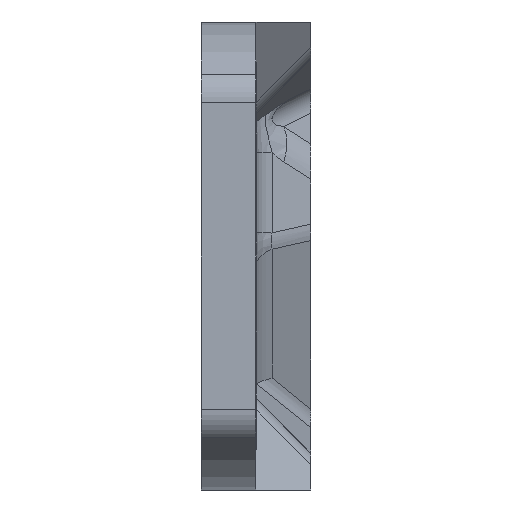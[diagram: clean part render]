
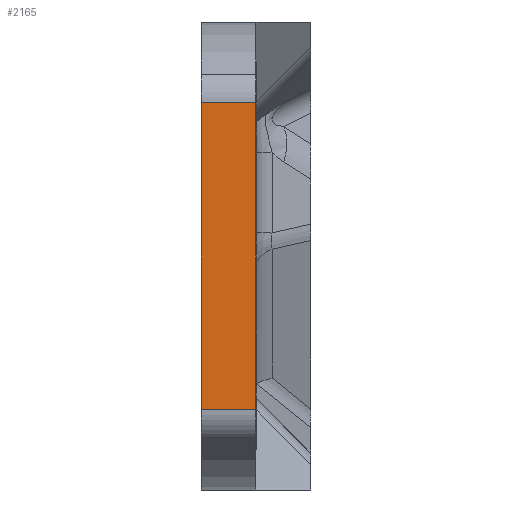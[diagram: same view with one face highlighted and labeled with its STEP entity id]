
A CAD part, left-side view. The second image highlights one B-rep face of the part: STEP entity #2165.
In plain terms, the highlighted planar face has unit normal (-1, 0, 0).
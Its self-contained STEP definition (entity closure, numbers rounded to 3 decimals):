
#86=PLANE('',#2358);
#195=LINE('',#3451,#404);
#230=LINE('',#3555,#439);
#232=LINE('',#3561,#441);
#233=LINE('',#3562,#442);
#404=VECTOR('',#2651,10.);
#439=VECTOR('',#2748,10.);
#441=VECTOR('',#2754,10.);
#442=VECTOR('',#2755,10.);
#641=FACE_OUTER_BOUND('',#769,.T.);
#769=EDGE_LOOP('',(#1702,#1703,#1704,#1705));
#1042=VERTEX_POINT('',#3448);
#1043=VERTEX_POINT('',#3450);
#1081=VERTEX_POINT('',#3554);
#1083=VERTEX_POINT('',#3560);
#1259=EDGE_CURVE('',#1042,#1043,#195,.T.);
#1312=EDGE_CURVE('',#1043,#1081,#230,.T.);
#1315=EDGE_CURVE('',#1083,#1042,#232,.T.);
#1316=EDGE_CURVE('',#1081,#1083,#233,.T.);
#1702=ORIENTED_EDGE('',*,*,#1312,.F.);
#1703=ORIENTED_EDGE('',*,*,#1259,.F.);
#1704=ORIENTED_EDGE('',*,*,#1315,.F.);
#1705=ORIENTED_EDGE('',*,*,#1316,.F.);
#2165=ADVANCED_FACE('',(#641),#86,.T.);
#2358=AXIS2_PLACEMENT_3D('',#3559,#2752,#2753);
#2651=DIRECTION('',(0.,0.,-1.));
#2748=DIRECTION('',(0.,1.,0.));
#2752=DIRECTION('center_axis',(-1.,0.,0.));
#2753=DIRECTION('ref_axis',(0.,0.,-1.));
#2754=DIRECTION('',(0.,-1.,0.));
#2755=DIRECTION('',(0.,0.,1.));
#3448=CARTESIAN_POINT('',(-139.562,-6.,12.023));
#3450=CARTESIAN_POINT('',(-139.562,-6.,-21.539));
#3451=CARTESIAN_POINT('',(-139.562,-6.,-23.349));
#3554=CARTESIAN_POINT('',(-139.562,0.,-21.539));
#3555=CARTESIAN_POINT('',(-139.562,0.,-21.539));
#3559=CARTESIAN_POINT('Origin',(-139.562,0.,13.832));
#3560=CARTESIAN_POINT('',(-139.562,0.,12.023));
#3561=CARTESIAN_POINT('',(-139.562,0.,12.023));
#3562=CARTESIAN_POINT('',(-139.562,0.,-23.349));
